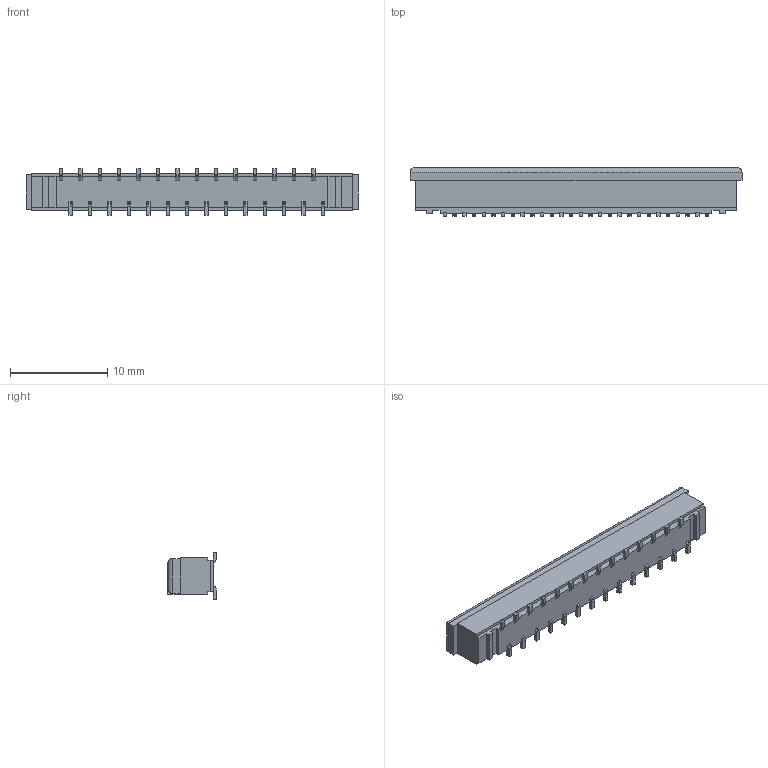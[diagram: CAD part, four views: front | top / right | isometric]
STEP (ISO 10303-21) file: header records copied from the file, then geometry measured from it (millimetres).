
FILE_DESCRIPTION(('STEP AP214'),'1');
FILE_NAME('ffc_fpc_affc10-28-100-svs-t.stp','2015-04-30T10:44:13',('TraceParts'),('TraceParts S.A.'),'XStep 1.0',' ',' ');
FILE_SCHEMA(('automotive_design'));
Length unit declared in the file: millimetre
Products named in the file (1): 1
Bounding box: 34.2 x 5 x 4.8 mm (x, y, z)
Volume: 540.1 mm3; surface area: 883 mm2
Topology: 1 solids, 1 shells, 1149 faces, 3433 edges, 2286 vertices
Faces by surface type: plane 1144, cylinder 5
Entity records: 75724 total; most frequent: CARTESIAN_POINT 6869, STYLED_ITEM 6868, PRESENTATION_STYLE_ASSIGNMENT 6868, COLOUR_RGB 6868, ORIENTED_EDGE 6866, DIRECTION 5739, EDGE_CURVE 3433, CURVE_STYLE 3433
